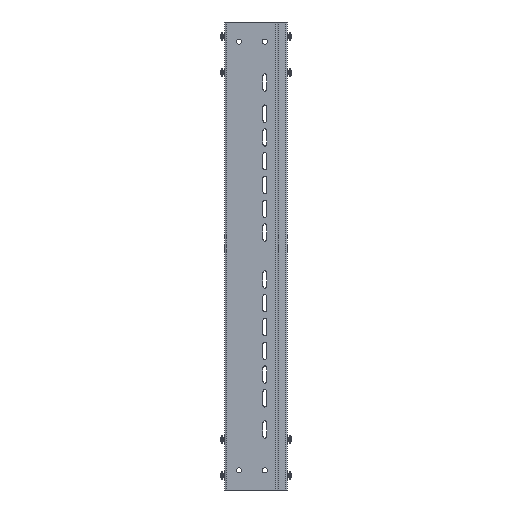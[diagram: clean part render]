
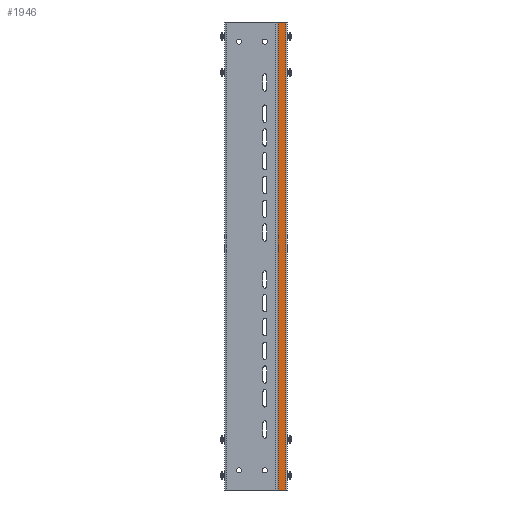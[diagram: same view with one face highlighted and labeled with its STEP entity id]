
A CAD part, front view. The second image highlights one B-rep face of the part: STEP entity #1946.
In plain terms, the highlighted planar face has unit normal (0, -1, 0).
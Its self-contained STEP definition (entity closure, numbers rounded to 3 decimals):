
#513 = VECTOR ( 'NONE', #3508, 1000. ) ;
#580 = PLANE ( 'NONE',  #8513 ) ;
#922 = CARTESIAN_POINT ( 'NONE',  ( 60.2, 30., 406. ) ) ;
#1161 = EDGE_CURVE ( 'NONE', #2501, #7862, #2493, .T. ) ;
#1179 = CARTESIAN_POINT ( 'NONE',  ( 47.4, 30., 406. ) ) ;
#1252 = CARTESIAN_POINT ( 'NONE',  ( 60.2, 30., 406. ) ) ;
#1946 = ADVANCED_FACE ( 'NONE', ( #3234 ), #580, .F. ) ;
#2110 = VERTEX_POINT ( 'NONE', #922 ) ;
#2173 = CARTESIAN_POINT ( 'NONE',  ( 60.2, 30., -406. ) ) ;
#2268 = EDGE_CURVE ( 'NONE', #2110, #7862, #7259, .T. ) ;
#2342 = LINE ( 'NONE', #5756, #3341 ) ;
#2493 = LINE ( 'NONE', #7758, #3733 ) ;
#2501 = VERTEX_POINT ( 'NONE', #5518 ) ;
#3234 = FACE_OUTER_BOUND ( 'NONE', #4011, .T. ) ;
#3341 = VECTOR ( 'NONE', #6272, 1000. ) ;
#3508 = DIRECTION ( 'NONE',  ( 0., 0., -1. ) ) ;
#3733 = VECTOR ( 'NONE', #7118, 1000. ) ;
#4011 = EDGE_LOOP ( 'NONE', ( #5335, #7498, #7946, #5979 ) ) ;
#5203 = LINE ( 'NONE', #5938, #513 ) ;
#5335 = ORIENTED_EDGE ( 'NONE', *, *, #1161, .T. ) ;
#5395 = DIRECTION ( 'NONE',  ( 0., 1., 0. ) ) ;
#5432 = VECTOR ( 'NONE', #6650, 1000. ) ;
#5518 = CARTESIAN_POINT ( 'NONE',  ( 47.4, 30., -406. ) ) ;
#5756 = CARTESIAN_POINT ( 'NONE',  ( 46., 30., 406. ) ) ;
#5786 = EDGE_CURVE ( 'NONE', #8092, #2501, #5203, .T. ) ;
#5938 = CARTESIAN_POINT ( 'NONE',  ( 47.4, 30., 406. ) ) ;
#5979 = ORIENTED_EDGE ( 'NONE', *, *, #5786, .T. ) ;
#6018 = DIRECTION ( 'NONE',  ( 0., 0., 1. ) ) ;
#6272 = DIRECTION ( 'NONE',  ( 1., 0., 0. ) ) ;
#6650 = DIRECTION ( 'NONE',  ( 0., 0., -1. ) ) ;
#7118 = DIRECTION ( 'NONE',  ( 1., 0., 0. ) ) ;
#7259 = LINE ( 'NONE', #1252, #5432 ) ;
#7498 = ORIENTED_EDGE ( 'NONE', *, *, #2268, .F. ) ;
#7758 = CARTESIAN_POINT ( 'NONE',  ( 46., 30., -406. ) ) ;
#7862 = VERTEX_POINT ( 'NONE', #2173 ) ;
#7928 = CARTESIAN_POINT ( 'NONE',  ( 46., 30., 406. ) ) ;
#7945 = EDGE_CURVE ( 'NONE', #8092, #2110, #2342, .T. ) ;
#7946 = ORIENTED_EDGE ( 'NONE', *, *, #7945, .F. ) ;
#8092 = VERTEX_POINT ( 'NONE', #1179 ) ;
#8513 = AXIS2_PLACEMENT_3D ( 'NONE', #7928, #5395, #6018 ) ;
